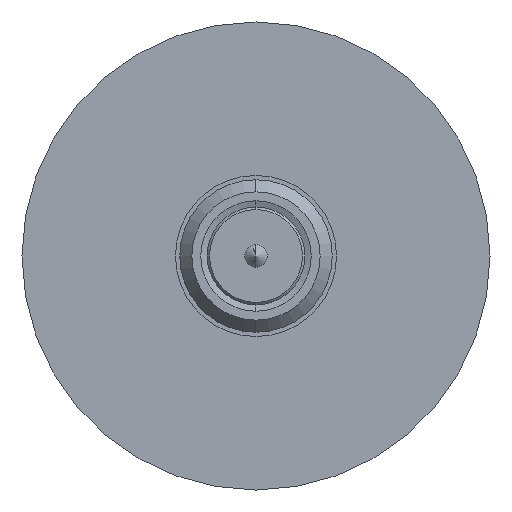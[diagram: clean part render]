
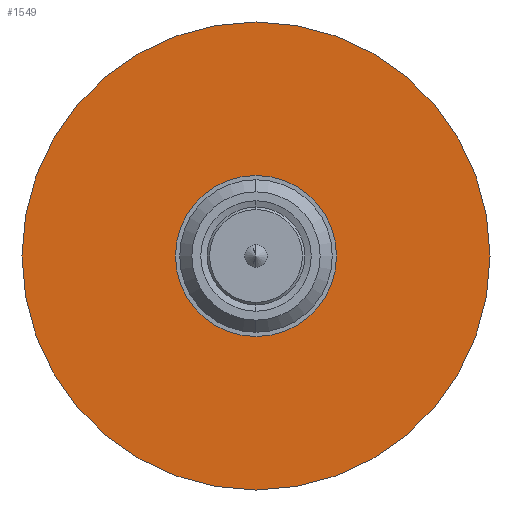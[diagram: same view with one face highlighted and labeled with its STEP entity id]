
A CAD part, left-side view. The second image highlights one B-rep face of the part: STEP entity #1549.
In plain terms, the highlighted planar face has unit normal (-1, 0, 0).
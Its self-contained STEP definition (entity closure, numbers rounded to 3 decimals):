
#87 = ORIENTED_EDGE ( 'NONE', *, *, #1635, .T. ) ;
#135 = CIRCLE ( 'NONE', #2624, 10. ) ;
#277 = CARTESIAN_POINT ( 'NONE',  ( -5.317, 0., 0. ) ) ;
#395 = CIRCLE ( 'NONE', #1245, 10. ) ;
#452 = AXIS2_PLACEMENT_3D ( 'NONE', #718, #987, #735 ) ;
#552 = VERTEX_POINT ( 'NONE', #3188 ) ;
#563 = CIRCLE ( 'NONE', #452, 3.442 ) ;
#575 = VERTEX_POINT ( 'NONE', #1421 ) ;
#582 = DIRECTION ( 'NONE',  ( 0., 0., 1. ) ) ;
#718 = CARTESIAN_POINT ( 'NONE',  ( -5.317, 0., 0. ) ) ;
#735 = DIRECTION ( 'NONE',  ( 0., 0., 1. ) ) ;
#794 = CIRCLE ( 'NONE', #3178, 3.442 ) ;
#847 = FACE_BOUND ( 'NONE', #1878, .T. ) ;
#987 = DIRECTION ( 'NONE',  ( -1., 0., 0. ) ) ;
#989 = EDGE_CURVE ( 'NONE', #575, #2112, #135, .T. ) ;
#1000 = ORIENTED_EDGE ( 'NONE', *, *, #3008, .F. ) ;
#1053 = EDGE_CURVE ( 'NONE', #552, #2806, #563, .T. ) ;
#1097 = AXIS2_PLACEMENT_3D ( 'NONE', #1896, #2622, #3116 ) ;
#1114 = FACE_OUTER_BOUND ( 'NONE', #2616, .T. ) ;
#1245 = AXIS2_PLACEMENT_3D ( 'NONE', #1381, #2338, #582 ) ;
#1322 = DIRECTION ( 'NONE',  ( -1., 0., 0. ) ) ;
#1381 = CARTESIAN_POINT ( 'NONE',  ( -5.317, 0., 0. ) ) ;
#1421 = CARTESIAN_POINT ( 'NONE',  ( -5.317, 0., 10. ) ) ;
#1549 = ADVANCED_FACE ( 'NONE', ( #847, #1114 ), #2110, .F. ) ;
#1635 = EDGE_CURVE ( 'NONE', #2112, #575, #395, .T. ) ;
#1640 = CARTESIAN_POINT ( 'NONE',  ( -5.317, 0., 3.442 ) ) ;
#1855 = CARTESIAN_POINT ( 'NONE',  ( -5.317, 0., 0. ) ) ;
#1878 = EDGE_LOOP ( 'NONE', ( #1000, #2160 ) ) ;
#1896 = CARTESIAN_POINT ( 'NONE',  ( -5.317, 10., 0. ) ) ;
#1979 = DIRECTION ( 'NONE',  ( -1., 0., 0. ) ) ;
#2110 = PLANE ( 'NONE',  #1097 ) ;
#2112 = VERTEX_POINT ( 'NONE', #3013 ) ;
#2160 = ORIENTED_EDGE ( 'NONE', *, *, #1053, .F. ) ;
#2328 = DIRECTION ( 'NONE',  ( 0., 0., 1. ) ) ;
#2338 = DIRECTION ( 'NONE',  ( -1., 0., 0. ) ) ;
#2616 = EDGE_LOOP ( 'NONE', ( #3272, #87 ) ) ;
#2622 = DIRECTION ( 'NONE',  ( 1., 0., 0. ) ) ;
#2624 = AXIS2_PLACEMENT_3D ( 'NONE', #1855, #1979, #3255 ) ;
#2806 = VERTEX_POINT ( 'NONE', #1640 ) ;
#3008 = EDGE_CURVE ( 'NONE', #2806, #552, #794, .T. ) ;
#3013 = CARTESIAN_POINT ( 'NONE',  ( -5.317, 0., -10. ) ) ;
#3116 = DIRECTION ( 'NONE',  ( 0., 0., -1. ) ) ;
#3178 = AXIS2_PLACEMENT_3D ( 'NONE', #277, #1322, #2328 ) ;
#3188 = CARTESIAN_POINT ( 'NONE',  ( -5.317, 0., -3.442 ) ) ;
#3255 = DIRECTION ( 'NONE',  ( 0., 0., 1. ) ) ;
#3272 = ORIENTED_EDGE ( 'NONE', *, *, #989, .T. ) ;
